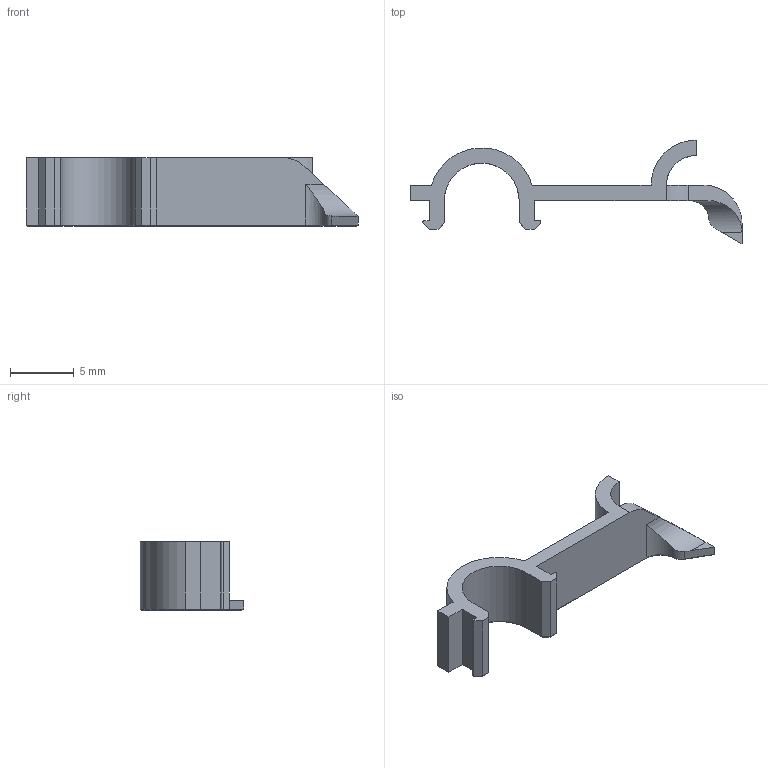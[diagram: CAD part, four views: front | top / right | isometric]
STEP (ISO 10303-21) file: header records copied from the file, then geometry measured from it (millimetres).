
FILE_DESCRIPTION(/* description */ (''),/* implementation_level */ '2;1');
FILE_NAME(/* name */ 'Backfeed Preventer.step',/* time_stamp */ '2024-10-14T21:58:01-04:00',/* author */ (''),/* organization */ (''),/* preprocessor_version */ 'ST-DEVELOPER v20',/* originating_system */ 'Autodesk Translation Framework v13.20.0.188',/* authorisation */ '');
FILE_SCHEMA (('AUTOMOTIVE_DESIGN { 1 0 10303 214 3 1 1 }'));
Length unit declared in the file: millimetre
Products named in the file (1): Backfeed Preventer
Bounding box: 26.05 x 8.14 x 5.4 mm (x, y, z)
Volume: 240 mm3; surface area: 502.2 mm2
Topology: 1 solids, 1 shells, 66 faces, 160 edges, 94 vertices
Faces by surface type: plane 46, cylinder 11, cone 9
Entity records: 1908 total; most frequent: CARTESIAN_POINT 353, ORIENTED_EDGE 316, DIRECTION 311, EDGE_CURVE 158, LINE 123, VECTOR 123, VERTEX_POINT 94, AXIS2_PLACEMENT_3D 94
